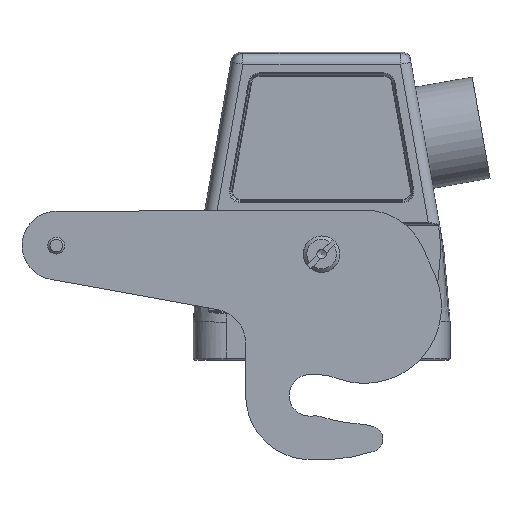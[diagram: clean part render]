
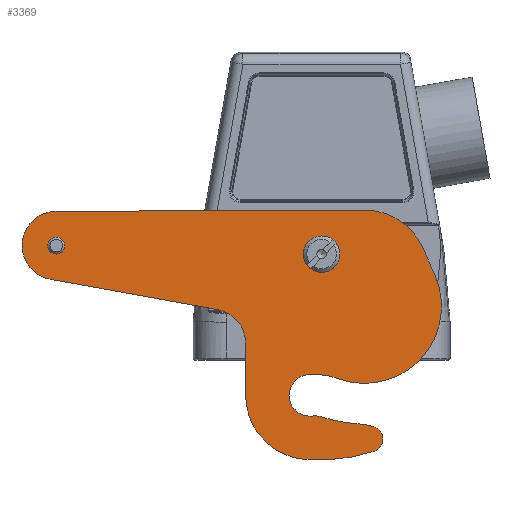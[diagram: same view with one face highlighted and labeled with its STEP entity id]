
A CAD part, front view. The second image highlights one B-rep face of the part: STEP entity #3369.
In plain terms, the highlighted planar face has unit normal (0, -1, 0).
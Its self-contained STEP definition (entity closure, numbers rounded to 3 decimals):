
#1500=PLANE('',#10357);
#2151=LINE('',#15243,#2728);
#2155=LINE('',#15255,#2732);
#2159=LINE('',#15267,#2736);
#2163=LINE('',#15279,#2740);
#2728=VECTOR('',#11305,1.);
#2732=VECTOR('',#11317,1.);
#2736=VECTOR('',#11329,1.);
#2740=VECTOR('',#11341,1.);
#3369=ADVANCED_FACE('',(#4056,#4057,#4058),#1500,.T.);
#4056=FACE_BOUND('',#4249,.T.);
#4057=FACE_BOUND('',#4250,.T.);
#4058=FACE_BOUND('',#4251,.T.);
#4249=EDGE_LOOP('',(#4939));
#4250=EDGE_LOOP('',(#4940,#4941,#4942,#4943,#4944,#4945,#4946,#4947,#4948,
#4949,#4950,#4951,#4952,#4953,#4954,#4955));
#4251=EDGE_LOOP('',(#4956));
#4939=ORIENTED_EDGE('',*,*,#8114,.F.);
#4940=ORIENTED_EDGE('',*,*,#8064,.T.);
#4941=ORIENTED_EDGE('',*,*,#8068,.T.);
#4942=ORIENTED_EDGE('',*,*,#8071,.T.);
#4943=ORIENTED_EDGE('',*,*,#8074,.T.);
#4944=ORIENTED_EDGE('',*,*,#8077,.T.);
#4945=ORIENTED_EDGE('',*,*,#8080,.T.);
#4946=ORIENTED_EDGE('',*,*,#8083,.T.);
#4947=ORIENTED_EDGE('',*,*,#8086,.T.);
#4948=ORIENTED_EDGE('',*,*,#8089,.T.);
#4949=ORIENTED_EDGE('',*,*,#8092,.T.);
#4950=ORIENTED_EDGE('',*,*,#8095,.T.);
#4951=ORIENTED_EDGE('',*,*,#8098,.T.);
#4952=ORIENTED_EDGE('',*,*,#8101,.T.);
#4953=ORIENTED_EDGE('',*,*,#8104,.T.);
#4954=ORIENTED_EDGE('',*,*,#8107,.T.);
#4955=ORIENTED_EDGE('',*,*,#8112,.T.);
#4956=ORIENTED_EDGE('',*,*,#8111,.T.);
#7289=VERTEX_POINT('',#15205);
#7290=VERTEX_POINT('',#15206);
#7293=VERTEX_POINT('',#15214);
#7295=VERTEX_POINT('',#15220);
#7297=VERTEX_POINT('',#15226);
#7299=VERTEX_POINT('',#15232);
#7301=VERTEX_POINT('',#15238);
#7303=VERTEX_POINT('',#15244);
#7305=VERTEX_POINT('',#15250);
#7307=VERTEX_POINT('',#15256);
#7309=VERTEX_POINT('',#15262);
#7311=VERTEX_POINT('',#15268);
#7313=VERTEX_POINT('',#15274);
#7315=VERTEX_POINT('',#15280);
#7317=VERTEX_POINT('',#15286);
#7319=VERTEX_POINT('',#15292);
#7322=VERTEX_POINT('',#15300);
#7323=VERTEX_POINT('',#15307);
#8064=EDGE_CURVE('',#7289,#7290,#9282,.T.);
#8068=EDGE_CURVE('',#7290,#7293,#9284,.T.);
#8071=EDGE_CURVE('',#7293,#7295,#9286,.T.);
#8074=EDGE_CURVE('',#7295,#7297,#9288,.T.);
#8077=EDGE_CURVE('',#7297,#7299,#9290,.T.);
#8080=EDGE_CURVE('',#7299,#7301,#9292,.T.);
#8083=EDGE_CURVE('',#7301,#7303,#2151,.T.);
#8086=EDGE_CURVE('',#7303,#7305,#9294,.T.);
#8089=EDGE_CURVE('',#7305,#7307,#2155,.T.);
#8092=EDGE_CURVE('',#7307,#7309,#9296,.T.);
#8095=EDGE_CURVE('',#7309,#7311,#2159,.T.);
#8098=EDGE_CURVE('',#7311,#7313,#9298,.T.);
#8101=EDGE_CURVE('',#7313,#7315,#2163,.T.);
#8104=EDGE_CURVE('',#7315,#7317,#9300,.T.);
#8107=EDGE_CURVE('',#7317,#7319,#9302,.T.);
#8111=EDGE_CURVE('',#7322,#7322,#9305,.T.);
#8112=EDGE_CURVE('',#7319,#7289,#9306,.T.);
#8114=EDGE_CURVE('',#7323,#7323,#9308,.T.);
#9282=CIRCLE('',#10312,15.);
#9284=CIRCLE('',#10315,35.);
#9286=CIRCLE('',#10318,5.);
#9288=CIRCLE('',#10321,4.85);
#9290=CIRCLE('',#10324,15.);
#9292=CIRCLE('',#10327,18.);
#9294=CIRCLE('',#10331,15.);
#9296=CIRCLE('',#10335,8.);
#9298=CIRCLE('',#10339,8.);
#9300=CIRCLE('',#10343,15.);
#9302=CIRCLE('',#10346,40.);
#9305=CIRCLE('',#10350,2.8);
#9306=CIRCLE('',#10352,3.);
#9308=CIRCLE('',#10356,1.975);
#10312=AXIS2_PLACEMENT_3D('',#15204,#11262,#11263);
#10315=AXIS2_PLACEMENT_3D('',#15213,#11270,#11271);
#10318=AXIS2_PLACEMENT_3D('',#15219,#11277,#11278);
#10321=AXIS2_PLACEMENT_3D('',#15225,#11284,#11285);
#10324=AXIS2_PLACEMENT_3D('',#15231,#11291,#11292);
#10327=AXIS2_PLACEMENT_3D('',#15237,#11298,#11299);
#10331=AXIS2_PLACEMENT_3D('',#15249,#11310,#11311);
#10335=AXIS2_PLACEMENT_3D('',#15261,#11322,#11323);
#10339=AXIS2_PLACEMENT_3D('',#15273,#11334,#11335);
#10343=AXIS2_PLACEMENT_3D('',#15285,#11346,#11347);
#10346=AXIS2_PLACEMENT_3D('',#15291,#11353,#11354);
#10350=AXIS2_PLACEMENT_3D('',#15299,#11362,#11363);
#10352=AXIS2_PLACEMENT_3D('',#15302,#11366,#11367);
#10356=AXIS2_PLACEMENT_3D('',#15306,#11374,#11375);
#10357=AXIS2_PLACEMENT_3D('',#15308,#11376,#11377);
#11262=DIRECTION('',(0.,-1.,0.));
#11263=DIRECTION('',(-1.,0.,0.));
#11270=DIRECTION('',(0.,1.,0.));
#11271=DIRECTION('',(-1.,0.,0.));
#11277=DIRECTION('',(0.,-1.,0.));
#11278=DIRECTION('',(-1.,0.,0.));
#11284=DIRECTION('',(0.,1.,0.));
#11285=DIRECTION('',(-1.,0.,0.));
#11291=DIRECTION('',(0.,1.,0.));
#11292=DIRECTION('',(-0.111,0.,0.994));
#11298=DIRECTION('',(0.,-1.,0.));
#11299=DIRECTION('',(0.917,0.,0.4));
#11305=DIRECTION('',(-0.4,0.,0.917));
#11310=DIRECTION('',(0.,-1.,0.));
#11311=DIRECTION('',(-0.004,0.,1.));
#11317=DIRECTION('',(-1.,0.,-0.004));
#11322=DIRECTION('',(0.,-1.,0.));
#11323=DIRECTION('',(-1.,0.,0.));
#11329=DIRECTION('',(0.984,0.,-0.178));
#11334=DIRECTION('',(0.,1.,0.));
#11335=DIRECTION('',(0.178,0.,0.984));
#11341=DIRECTION('',(0.,0.,-1.));
#11346=DIRECTION('',(0.,-1.,0.));
#11347=DIRECTION('',(-0.093,0.,-0.996));
#11353=DIRECTION('',(0.,-1.,0.));
#11354=DIRECTION('',(0.317,0.,-0.948));
#11362=DIRECTION('',(0.,1.,0.));
#11363=DIRECTION('',(-1.,0.,0.));
#11366=DIRECTION('',(0.,-1.,0.));
#11367=DIRECTION('',(-1.,0.,0.));
#11374=DIRECTION('',(0.,-1.,0.));
#11375=DIRECTION('',(0.,0.,-1.));
#11376=DIRECTION('',(0.,-1.,0.));
#11377=DIRECTION('',(1.,0.,0.));
#15204=CARTESIAN_POINT('',(7.556,-26.,-38.951));
#15205=CARTESIAN_POINT('',(12.236,-26.,-24.7));
#15206=CARTESIAN_POINT('',(8.499,-26.,-23.981));
#15213=CARTESIAN_POINT('',(10.7,-26.,10.95));
#15214=CARTESIAN_POINT('',(-0.022,-26.,-22.367));
#15219=CARTESIAN_POINT('',(-1.553,-26.,-27.127));
#15220=CARTESIAN_POINT('',(-2.161,-26.,-22.164));
#15225=CARTESIAN_POINT('',(-2.75,-26.,-17.35));
#15226=CARTESIAN_POINT('',(-3.29,-26.,-12.53));
#15231=CARTESIAN_POINT('',(-1.619,-26.,-27.437));
#15232=CARTESIAN_POINT('',(3.662,-26.,-13.397));
#15237=CARTESIAN_POINT('',(10.,-26.,3.45));
#15238=CARTESIAN_POINT('',(26.497,-26.,10.65));
#15243=CARTESIAN_POINT('',(26.497,-26.,10.65));
#15244=CARTESIAN_POINT('',(23.748,-26.,16.95));
#15249=CARTESIAN_POINT('',(10.,-26.,10.95));
#15250=CARTESIAN_POINT('',(9.937,-26.,25.95));
#15255=CARTESIAN_POINT('',(9.937,-26.,25.95));
#15256=CARTESIAN_POINT('',(-62.033,-26.,25.65));
#15261=CARTESIAN_POINT('',(-62.,-26.,17.65));
#15262=CARTESIAN_POINT('',(-63.425,-26.,9.778));
#15267=CARTESIAN_POINT('',(-63.425,-26.,9.778));
#15268=CARTESIAN_POINT('',(-24.325,-26.,2.701));
#15273=CARTESIAN_POINT('',(-25.75,-26.,-5.171));
#15274=CARTESIAN_POINT('',(-17.75,-26.,-5.171));
#15279=CARTESIAN_POINT('',(-17.75,-26.,-5.171));
#15280=CARTESIAN_POINT('',(-17.75,-26.,-17.35));
#15285=CARTESIAN_POINT('',(-2.75,-26.,-17.35));
#15286=CARTESIAN_POINT('',(-4.143,-26.,-32.285));
#15291=CARTESIAN_POINT('',(-0.428,-26.,7.542));
#15292=CARTESIAN_POINT('',(12.251,-26.,-30.395));
#15299=CARTESIAN_POINT('',(0.,-26.,15.65));
#15300=CARTESIAN_POINT('',(-2.8,-26.,15.65));
#15302=CARTESIAN_POINT('',(11.3,-26.,-27.55));
#15306=CARTESIAN_POINT('',(-62.,-26.,17.65));
#15307=CARTESIAN_POINT('',(-62.,-26.,15.675));
#15308=CARTESIAN_POINT('',(7.556,-26.,-38.951));
